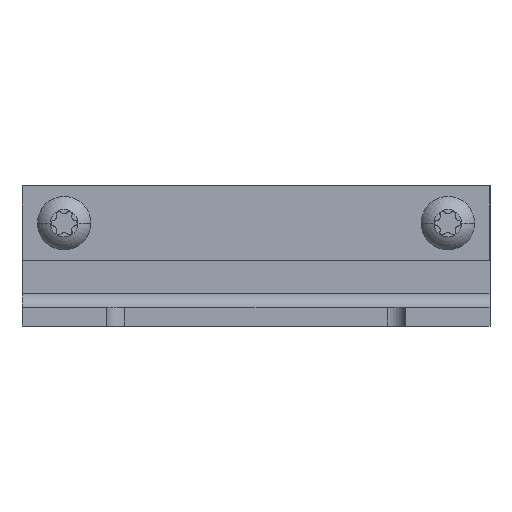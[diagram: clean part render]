
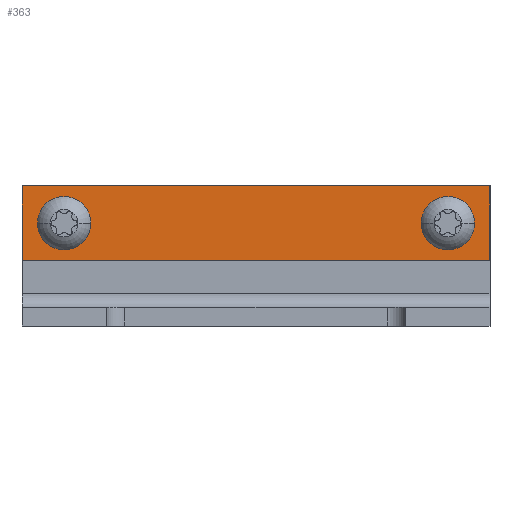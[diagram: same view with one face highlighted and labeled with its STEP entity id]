
A CAD part, top view. The second image highlights one B-rep face of the part: STEP entity #363.
In plain terms, the highlighted face is planar.
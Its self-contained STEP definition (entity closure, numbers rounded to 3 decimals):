
#95 = LINE ( 'NONE', #1069, #120 ) ;
#120 = VECTOR ( 'NONE', #1261, 1000. ) ;
#123 = CIRCLE ( 'NONE', #587, 1.5 ) ;
#153 = CARTESIAN_POINT ( 'NONE',  ( 20.5, 0., -1. ) ) ;
#156 = EDGE_LOOP ( 'NONE', ( #668, #350, #240, #548 ) ) ;
#240 = ORIENTED_EDGE ( 'NONE', *, *, #1674, .F. ) ;
#271 = EDGE_LOOP ( 'NONE', ( #1899, #2233 ) ) ;
#307 = DIRECTION ( 'NONE',  ( 0., 0., 1. ) ) ;
#333 = DIRECTION ( 'NONE',  ( 1., 0., 0. ) ) ;
#350 = ORIENTED_EDGE ( 'NONE', *, *, #686, .F. ) ;
#363 = ADVANCED_FACE ( 'NONE', ( #536, #1225, #2100 ), #636, .F. ) ;
#392 = CARTESIAN_POINT ( 'NONE',  ( 25., 4., -1. ) ) ;
#433 = EDGE_CURVE ( 'NONE', #778, #824, #1493, .T. ) ;
#447 = CARTESIAN_POINT ( 'NONE',  ( -25., 4., -1. ) ) ;
#508 = VECTOR ( 'NONE', #1575, 1000. ) ;
#524 = VERTEX_POINT ( 'NONE', #2056 ) ;
#536 = FACE_BOUND ( 'NONE', #608, .T. ) ;
#545 = DIRECTION ( 'NONE',  ( 0., 0., 1. ) ) ;
#548 = ORIENTED_EDGE ( 'NONE', *, *, #1459, .T. ) ;
#584 = DIRECTION ( 'NONE',  ( 0., -1., 0. ) ) ;
#587 = AXIS2_PLACEMENT_3D ( 'NONE', #1813, #1458, #1264 ) ;
#608 = EDGE_LOOP ( 'NONE', ( #2259, #1325 ) ) ;
#636 = PLANE ( 'NONE',  #664 ) ;
#644 = DIRECTION ( 'NONE',  ( 1., 0., 0. ) ) ;
#647 = VERTEX_POINT ( 'NONE', #447 ) ;
#664 = AXIS2_PLACEMENT_3D ( 'NONE', #1254, #545, #1791 ) ;
#668 = ORIENTED_EDGE ( 'NONE', *, *, #1392, .T. ) ;
#671 = DIRECTION ( 'NONE',  ( 0., 0., 1. ) ) ;
#686 = EDGE_CURVE ( 'NONE', #647, #2140, #1277, .T. ) ;
#740 = AXIS2_PLACEMENT_3D ( 'NONE', #1876, #978, #644 ) ;
#759 = CARTESIAN_POINT ( 'NONE',  ( 25., -4., -1. ) ) ;
#778 = VERTEX_POINT ( 'NONE', #2003 ) ;
#824 = VERTEX_POINT ( 'NONE', #2023 ) ;
#852 = AXIS2_PLACEMENT_3D ( 'NONE', #1909, #307, #333 ) ;
#902 = EDGE_CURVE ( 'NONE', #908, #1351, #1990, .T. ) ;
#908 = VERTEX_POINT ( 'NONE', #1730 ) ;
#978 = DIRECTION ( 'NONE',  ( 0., 0., 1. ) ) ;
#1069 = CARTESIAN_POINT ( 'NONE',  ( -25., 4., -1. ) ) ;
#1107 = EDGE_CURVE ( 'NONE', #1351, #908, #123, .T. ) ;
#1225 = FACE_BOUND ( 'NONE', #271, .T. ) ;
#1254 = CARTESIAN_POINT ( 'NONE',  ( -25., 4., -1. ) ) ;
#1261 = DIRECTION ( 'NONE',  ( -1., 0., 0. ) ) ;
#1264 = DIRECTION ( 'NONE',  ( 1., 0., 0. ) ) ;
#1272 = DIRECTION ( 'NONE',  ( 0., -1., 0. ) ) ;
#1277 = LINE ( 'NONE', #2139, #2159 ) ;
#1310 = CARTESIAN_POINT ( 'NONE',  ( -25., -4., -1. ) ) ;
#1325 = ORIENTED_EDGE ( 'NONE', *, *, #902, .T. ) ;
#1351 = VERTEX_POINT ( 'NONE', #1586 ) ;
#1392 = EDGE_CURVE ( 'NONE', #1533, #2140, #1888, .T. ) ;
#1404 = AXIS2_PLACEMENT_3D ( 'NONE', #153, #671, #1566 ) ;
#1458 = DIRECTION ( 'NONE',  ( 0., 0., 1. ) ) ;
#1459 = EDGE_CURVE ( 'NONE', #524, #1533, #1519, .T. ) ;
#1470 = VECTOR ( 'NONE', #584, 1000. ) ;
#1493 = CIRCLE ( 'NONE', #740, 1.5 ) ;
#1519 = LINE ( 'NONE', #392, #1470 ) ;
#1533 = VERTEX_POINT ( 'NONE', #759 ) ;
#1566 = DIRECTION ( 'NONE',  ( 1., 0., 0. ) ) ;
#1575 = DIRECTION ( 'NONE',  ( -1., 0., 0. ) ) ;
#1586 = CARTESIAN_POINT ( 'NONE',  ( -19., 0., -1. ) ) ;
#1674 = EDGE_CURVE ( 'NONE', #524, #647, #95, .T. ) ;
#1730 = CARTESIAN_POINT ( 'NONE',  ( -22., 0., -1. ) ) ;
#1791 = DIRECTION ( 'NONE',  ( 1., 0., 0. ) ) ;
#1813 = CARTESIAN_POINT ( 'NONE',  ( -20.5, 0., -1. ) ) ;
#1827 = EDGE_CURVE ( 'NONE', #824, #778, #2075, .T. ) ;
#1876 = CARTESIAN_POINT ( 'NONE',  ( 20.5, 0., -1. ) ) ;
#1888 = LINE ( 'NONE', #1926, #508 ) ;
#1899 = ORIENTED_EDGE ( 'NONE', *, *, #1827, .T. ) ;
#1909 = CARTESIAN_POINT ( 'NONE',  ( -20.5, 0., -1. ) ) ;
#1926 = CARTESIAN_POINT ( 'NONE',  ( -25., -4., -1. ) ) ;
#1990 = CIRCLE ( 'NONE', #852, 1.5 ) ;
#2003 = CARTESIAN_POINT ( 'NONE',  ( 19., 0., -1. ) ) ;
#2023 = CARTESIAN_POINT ( 'NONE',  ( 22., 0., -1. ) ) ;
#2056 = CARTESIAN_POINT ( 'NONE',  ( 25., 4., -1. ) ) ;
#2075 = CIRCLE ( 'NONE', #1404, 1.5 ) ;
#2100 = FACE_OUTER_BOUND ( 'NONE', #156, .T. ) ;
#2139 = CARTESIAN_POINT ( 'NONE',  ( -25., 4., -1. ) ) ;
#2140 = VERTEX_POINT ( 'NONE', #1310 ) ;
#2159 = VECTOR ( 'NONE', #1272, 1000. ) ;
#2233 = ORIENTED_EDGE ( 'NONE', *, *, #433, .T. ) ;
#2259 = ORIENTED_EDGE ( 'NONE', *, *, #1107, .T. ) ;
